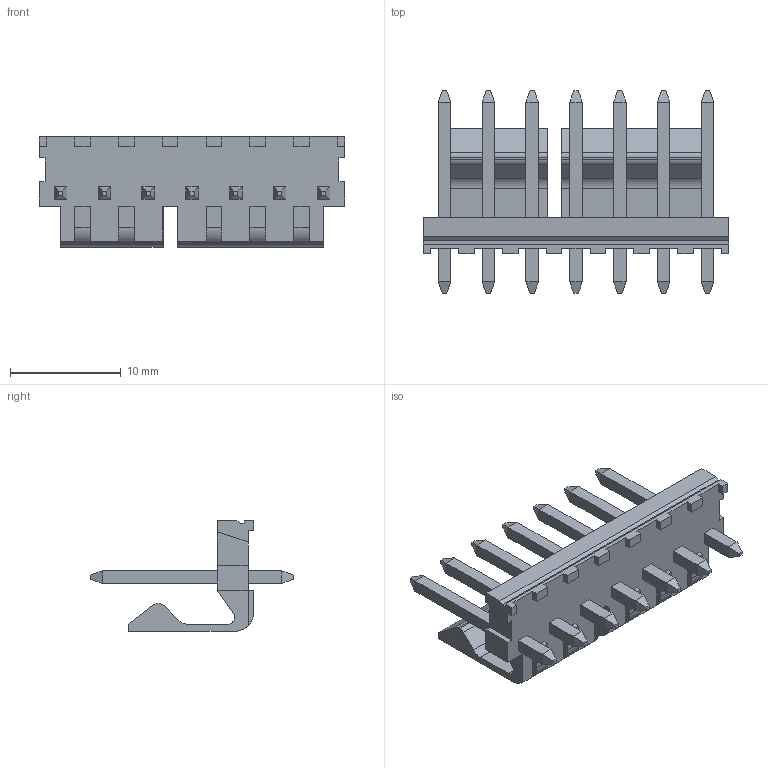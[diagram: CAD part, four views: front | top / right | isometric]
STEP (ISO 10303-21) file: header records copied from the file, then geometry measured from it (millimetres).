
FILE_DESCRIPTION((''),'2;1');
FILE_NAME('026604070','2014-01-21T',('me'),(''),'PRO/ENGINEER BY PARAMETRIC TECHNOLOGY CORPORATION, 2011490','PRO/ENGINEER BY PARAMETRIC TECHNOLOGY CORPORATION, 2011490','');
FILE_SCHEMA(('CONFIG_CONTROL_DESIGN'));
Length unit declared in the file: inch
Products named in the file (1): 026604070
Bounding box: 27.58 x 18.29 x 10.01 mm (x, y, z)
Volume: 1013 mm3; surface area: 1708 mm2
Topology: 1 solids, 1 shells, 230 faces, 594 edges, 380 vertices
Faces by surface type: plane 220, cylinder 10
Entity records: 6854 total; most frequent: CARTESIAN_POINT 1191, ORIENTED_EDGE 1160, DIRECTION 1102, EDGE_CURVE 580, VECTOR 548, LINE 548, VERTEX_POINT 366, AXIS2_PLACEMENT_3D 277
